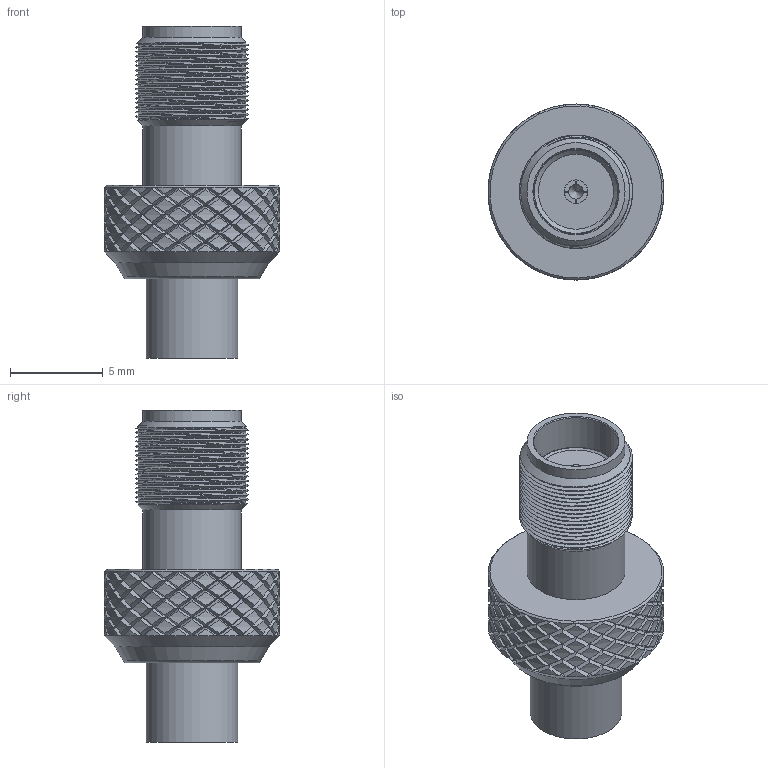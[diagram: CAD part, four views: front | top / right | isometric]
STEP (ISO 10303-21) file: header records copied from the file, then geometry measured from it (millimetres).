
FILE_DESCRIPTION(/* description */ ('Unknown'),/* implementation_level */ '2;1');
FILE_NAME(/* name */ '64403106111000',/* time_stamp */ '2024-03-19T09:03:44+01:00',/* author */ ('Unknown'),/* organization */ ('Unknown'),/* preprocessor_version */ 'ST-DEVELOPER v18.102',/* originating_system */ 'Solid Edge',/* authorisation */ 'Unknown');
FILE_SCHEMA (('AUTOMOTIVE_DESIGN {1 0 10303 214 3 1 1}'));
Length unit declared in the file: millimetre
Products named in the file (6): 64403106111000; 64403106111000_connector body; 64403106111000_insulator2; 64403106111000_insulator; 64403106111000_body; 64403106111000_center pin
Assembly tree (5 placements, depth 2):
  64403106111000
    64403106111000_connector body
    64403106111000_insulator2
    64403106111000_insulator
    64403106111000_body
    64403106111000_center pin
Bounding box: 9.5 x 9.5 x 17.93 mm (x, y, z)
Volume: 559.9 mm3; surface area: 1264.3 mm2
Topology: 5 solids, 5 shells, 1060 faces, 2354 edges, 1314 vertices
Faces by surface type: bspline 562, cylinder 264, plane 174, cone 55, torus 5
Full cylindrical faces by diameter (mm): 0.3 x1, 0.8 x1, 0.95 x1, 1 x1, 1.2 x1, 1.27 x3, 1.95 x1, 3 x1, 3.05 x1, 3.4 x1, 3.9 x1, 4 x1, 4.05 x3, 4.25 x1, 4.56 x1, 4.95 x1, 5.3 x2, 6.87 x1
Entity records: 35815 total; most frequent: CARTESIAN_POINT 18919, ORIENTED_EDGE 4574, EDGE_CURVE 2287, DIRECTION 2091, VERTEX_POINT 1292, FACE_BOUND 1121, EDGE_LOOP 1119, ADVANCED_FACE 1059
